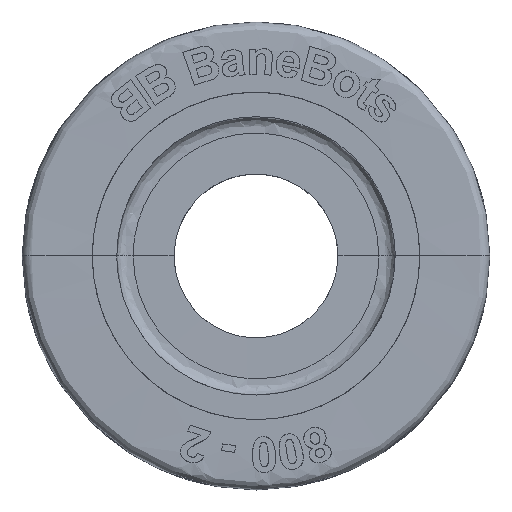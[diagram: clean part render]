
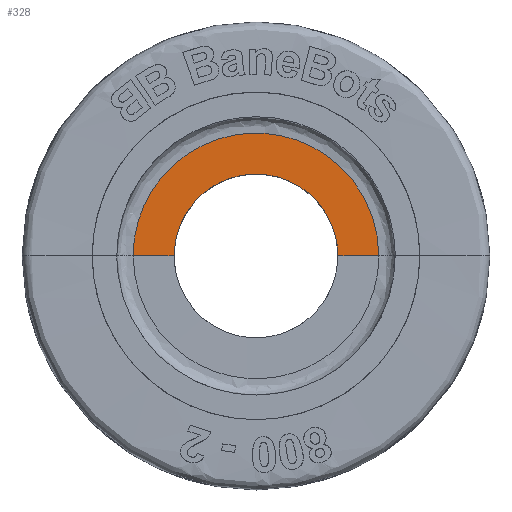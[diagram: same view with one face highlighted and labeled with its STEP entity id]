
A CAD part, top view. The second image highlights one B-rep face of the part: STEP entity #328.
In plain terms, the highlighted free-form (B-spline) face has degree [1, 2] with [2, 5] control points.
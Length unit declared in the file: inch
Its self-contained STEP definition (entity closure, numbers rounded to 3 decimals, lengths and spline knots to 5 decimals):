
#328=ADVANCED_FACE($,(#599),#3469,.T.);
#599=FACE_OUTER_BOUND($,#930,.T.);
#930=EDGE_LOOP($,(#2087,#2088,#2089,#2090));
#2087=ORIENTED_EDGE($,*,*,#2754,.T.);
#2088=ORIENTED_EDGE($,*,*,#2759,.T.);
#2089=ORIENTED_EDGE($,*,*,#2757,.T.);
#2090=ORIENTED_EDGE($,*,*,#2794,.F.);
#2754=EDGE_CURVE($,#3182,#3183,#3549,.T.);
#2757=EDGE_CURVE($,#3184,#3207,#3552,.T.);
#2759=EDGE_CURVE($,#3183,#3184,#4076,.T.);
#2794=EDGE_CURVE($,#3182,#3207,#4097,.T.);
#3182=VERTEX_POINT($,#18089);
#3183=VERTEX_POINT($,#18090);
#3184=VERTEX_POINT($,#18091);
#3207=VERTEX_POINT($,#18114);
#3469=(
BOUNDED_SURFACE()
B_SPLINE_SURFACE(1,2,((#17754,#17755,#17756,#17757,#17758),(#17759,#17760,
#17761,#17762,#17763)),.UNSPECIFIED.,.F.,.F.,.F.)
B_SPLINE_SURFACE_WITH_KNOTS((2,2),(3,2,3),(-25.67339,-25.49839),
(0.,1.5708,3.14159),.UNSPECIFIED.)
GEOMETRIC_REPRESENTATION_ITEM()
RATIONAL_B_SPLINE_SURFACE(((1.,0.707,1.,0.707,1.),
(1.,0.707,1.,0.707,1.)))
REPRESENTATION_ITEM($)
SURFACE()
);
#3549=(
BOUNDED_CURVE()
B_SPLINE_CURVE(2,(#17530,#17531,#17532,#17533,#17534),.UNSPECIFIED.,.F.,
.F.)
B_SPLINE_CURVE_WITH_KNOTS((3,2,3),(0.,0.82449,1.64897),
.UNSPECIFIED.)
CURVE()
GEOMETRIC_REPRESENTATION_ITEM()
RATIONAL_B_SPLINE_CURVE((1.,0.707,1.,0.707,1.))
REPRESENTATION_ITEM($)
);
#3552=(
BOUNDED_CURVE()
B_SPLINE_CURVE(2,(#17547,#17548,#17549,#17550,#17551),.UNSPECIFIED.,.F.,
.F.)
B_SPLINE_CURVE_WITH_KNOTS((3,2,3),(-1.09931,-0.54966,
0.),.UNSPECIFIED.)
CURVE()
GEOMETRIC_REPRESENTATION_ITEM()
RATIONAL_B_SPLINE_CURVE((1.,0.707,1.,0.707,1.))
REPRESENTATION_ITEM($)
);
#4076=B_SPLINE_CURVE_WITH_KNOTS($,1,(#17557,#17558),.UNSPECIFIED.,.F.,.F.,
(2,2),(-25.67339,-25.49839),.UNSPECIFIED.);
#4097=B_SPLINE_CURVE_WITH_KNOTS($,1,(#17669,#17670),.UNSPECIFIED.,.F.,.F.,
(2,2),(-25.67339,-25.49839),.UNSPECIFIED.);
#17530=CARTESIAN_POINT($,(0.525,0.,0.7));
#17531=CARTESIAN_POINT($,(0.525,0.525,0.7));
#17532=CARTESIAN_POINT($,(0.,0.525,0.7));
#17533=CARTESIAN_POINT($,(-0.525,0.525,0.7));
#17534=CARTESIAN_POINT($,(-0.525,0.,0.69995));
#17547=CARTESIAN_POINT($,(-0.35,0.,0.6999));
#17548=CARTESIAN_POINT($,(-0.35,0.35,0.6999));
#17549=CARTESIAN_POINT($,(0.,0.35,0.6999));
#17550=CARTESIAN_POINT($,(0.35,0.35,0.6999));
#17551=CARTESIAN_POINT($,(0.35,0.,0.6999));
#17557=CARTESIAN_POINT($,(-0.525,0.,0.69995));
#17558=CARTESIAN_POINT($,(-0.35,0.,0.6999));
#17669=CARTESIAN_POINT($,(0.525,0.,0.6999));
#17670=CARTESIAN_POINT($,(0.35,0.,0.6999));
#17754=CARTESIAN_POINT($,(-0.525,0.,0.6999));
#17755=CARTESIAN_POINT($,(-0.525,0.525,0.6999));
#17756=CARTESIAN_POINT($,(0.,0.525,0.6999));
#17757=CARTESIAN_POINT($,(0.525,0.525,0.6999));
#17758=CARTESIAN_POINT($,(0.525,0.,0.6999));
#17759=CARTESIAN_POINT($,(-0.35,0.,0.6999));
#17760=CARTESIAN_POINT($,(-0.35,0.35,0.6999));
#17761=CARTESIAN_POINT($,(0.,0.35,0.6999));
#17762=CARTESIAN_POINT($,(0.35,0.35,0.6999));
#17763=CARTESIAN_POINT($,(0.35,0.,0.6999));
#18089=CARTESIAN_POINT($,(0.525,0.,0.7));
#18090=CARTESIAN_POINT($,(-0.525,0.,0.69995));
#18091=CARTESIAN_POINT($,(-0.35,0.,0.6999));
#18114=CARTESIAN_POINT($,(0.35,0.,0.6999));
